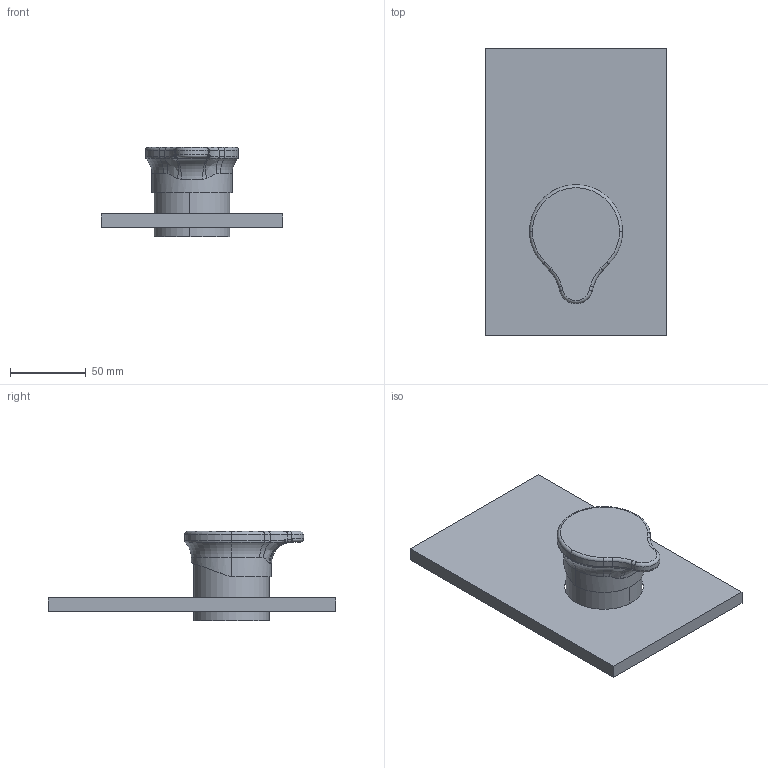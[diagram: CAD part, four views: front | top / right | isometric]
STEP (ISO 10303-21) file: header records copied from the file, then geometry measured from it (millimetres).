
FILE_DESCRIPTION (( 'STEP AP214' ), '1' );
FILE_NAME ('12189.STEP', '2024-02-08T13:59:17', ( '' ), ( '' ), 'SwSTEP 2.0', 'SolidWorks 2018', '' );
FILE_SCHEMA (( 'AUTOMOTIVE_DESIGN' ));
Length unit declared in the file: millimetre
Products named in the file (5): contenitore cart. diam.40; piastra 12189; 12189; Leva Incasso; cappuccio minimalista
Assembly tree (4 placements, depth 2):
  12189
    piastra 12189
    contenitore cart. diam.40
    cappuccio minimalista
    Leva Incasso
Bounding box: 120 x 190 x 58.88 mm (x, y, z)
Volume: 121087.3 mm3; surface area: 80923.9 mm2
Topology: 4 solids, 4 shells, 99 faces, 230 edges, 140 vertices
Faces by surface type: plane 29, bspline 28, cylinder 24, torus 18
Entity records: 3536 total; most frequent: CARTESIAN_POINT 1230, ORIENTED_EDGE 460, DIRECTION 434, EDGE_CURVE 230, AXIS2_PLACEMENT_3D 184, VERTEX_POINT 140, CIRCLE 106, EDGE_LOOP 102
